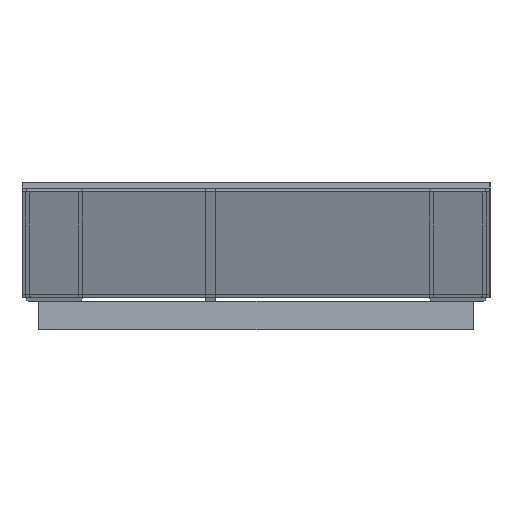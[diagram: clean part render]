
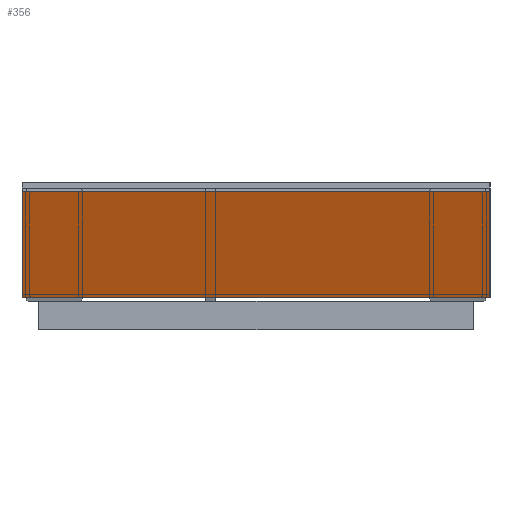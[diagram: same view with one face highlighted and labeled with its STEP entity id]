
A CAD part, left-side view. The second image highlights one B-rep face of the part: STEP entity #356.
In plain terms, the highlighted face is planar.
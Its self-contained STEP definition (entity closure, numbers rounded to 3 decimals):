
#356=ADVANCED_FACE('',(#599),#600,.T.);
#599=FACE_OUTER_BOUND('',#789,.T.);
#600=PLANE('',#790);
#789=EDGE_LOOP('',(#1232,#1233,#1234,#1235));
#790=AXIS2_PLACEMENT_3D('',#1236,#1237,#1238);
#1232=ORIENTED_EDGE('',*,*,#1448,.T.);
#1233=ORIENTED_EDGE('',*,*,#1444,.T.);
#1234=ORIENTED_EDGE('',*,*,#1440,.T.);
#1235=ORIENTED_EDGE('',*,*,#1435,.T.);
#1236=CARTESIAN_POINT('',(124.0,-60.0,5.0));
#1237=DIRECTION('',(0.0,0.0,1.0));
#1238=DIRECTION('',(1.0,0.0,0.0));
#1435=EDGE_CURVE('',#1685,#1686,#1687,.T.);
#1440=EDGE_CURVE('',#1694,#1685,#1695,.T.);
#1444=EDGE_CURVE('',#1700,#1694,#1701,.T.);
#1448=EDGE_CURVE('',#1686,#1700,#1706,.T.);
#1685=VERTEX_POINT('',#2017);
#1686=VERTEX_POINT('',#2018);
#1687=LINE('',#2019,#2020);
#1694=VERTEX_POINT('',#2030);
#1695=LINE('',#2031,#2032);
#1700=VERTEX_POINT('',#2039);
#1701=LINE('',#2040,#2041);
#1706=LINE('',#2048,#2049);
#2017=CARTESIAN_POINT('',(-124.0,0.0,5.0));
#2018=CARTESIAN_POINT('',(-124.0,-60.0,5.0));
#2019=CARTESIAN_POINT('',(-124.0,0.0,5.0));
#2020=VECTOR('',#2266,304.8);
#2030=CARTESIAN_POINT('',(124.0,0.0,5.0));
#2031=CARTESIAN_POINT('',(124.0,0.0,5.0));
#2032=VECTOR('',#2270,304.8);
#2039=CARTESIAN_POINT('',(124.0,-60.0,5.0));
#2040=CARTESIAN_POINT('',(124.0,-60.0,5.0));
#2041=VECTOR('',#2273,304.8);
#2048=CARTESIAN_POINT('',(-124.0,-60.0,5.0));
#2049=VECTOR('',#2276,304.8);
#2266=DIRECTION('',(0.0,-1.0,0.0));
#2270=DIRECTION('',(-1.0,0.0,0.0));
#2273=DIRECTION('',(0.0,1.0,0.0));
#2276=DIRECTION('',(1.0,0.0,0.0));
